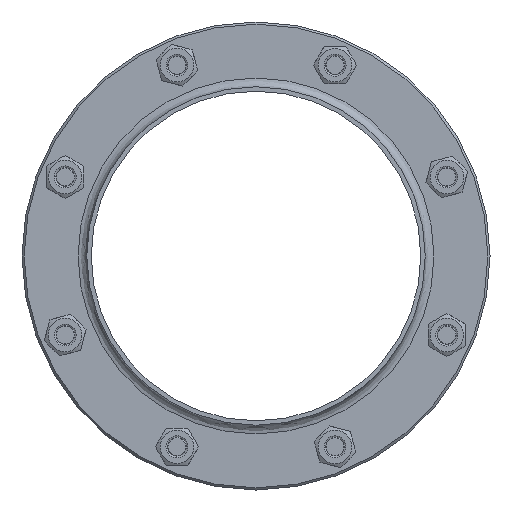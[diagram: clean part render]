
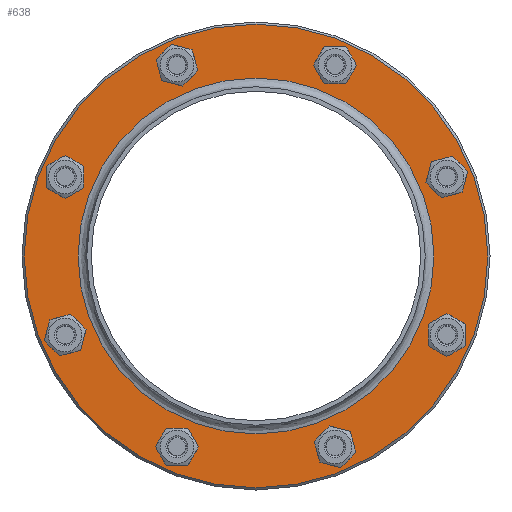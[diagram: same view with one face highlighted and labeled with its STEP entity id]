
A CAD part, left-side view. The second image highlights one B-rep face of the part: STEP entity #638.
In plain terms, the highlighted planar face has unit normal (-1, 0, 0).
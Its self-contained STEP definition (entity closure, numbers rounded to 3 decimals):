
#133=CARTESIAN_POINT('',(44.,-31.022,-81.895));
#134=VERTEX_POINT('',#133);
#135=CARTESIAN_POINT('',(44.,-35.972,-86.845));
#136=DIRECTION('',(1.0,0.0,0.0));
#137=DIRECTION('',(0.0,-0.707,-0.707));
#138=AXIS2_PLACEMENT_3D('',#135,#136,#137);
#139=CIRCLE('',#138,7.);
#140=EDGE_CURVE('',#134,#134,#139,.T.);
#182=CARTESIAN_POINT('',(44.,-79.845,-35.972));
#183=VERTEX_POINT('',#182);
#184=CARTESIAN_POINT('',(44.,-86.845,-35.972));
#185=DIRECTION('',(1.0,0.0,0.0));
#186=DIRECTION('',(0.0,-1.0,0.0));
#187=AXIS2_PLACEMENT_3D('',#184,#185,#186);
#188=CIRCLE('',#187,7.);
#189=EDGE_CURVE('',#183,#183,#188,.T.);
#231=CARTESIAN_POINT('',(44.,-81.895,31.022));
#232=VERTEX_POINT('',#231);
#233=CARTESIAN_POINT('',(44.,-86.845,35.972));
#234=DIRECTION('',(1.0,0.0,0.0));
#235=DIRECTION('',(0.0,-0.707,0.707));
#236=AXIS2_PLACEMENT_3D('',#233,#234,#235);
#237=CIRCLE('',#236,7.);
#238=EDGE_CURVE('',#232,#232,#237,.T.);
#280=CARTESIAN_POINT('',(44.,-35.972,79.845));
#281=VERTEX_POINT('',#280);
#282=CARTESIAN_POINT('',(44.,-35.972,86.845));
#283=DIRECTION('',(1.0,0.0,0.0));
#284=DIRECTION('',(0.0,0.0,1.0));
#285=AXIS2_PLACEMENT_3D('',#282,#283,#284);
#286=CIRCLE('',#285,7.);
#287=EDGE_CURVE('',#281,#281,#286,.T.);
#329=CARTESIAN_POINT('',(44.,31.022,81.895));
#330=VERTEX_POINT('',#329);
#331=CARTESIAN_POINT('',(44.,35.972,86.845));
#332=DIRECTION('',(1.0,0.0,0.0));
#333=DIRECTION('',(0.0,0.707,0.707));
#334=AXIS2_PLACEMENT_3D('',#331,#332,#333);
#335=CIRCLE('',#334,7.);
#336=EDGE_CURVE('',#330,#330,#335,.T.);
#378=CARTESIAN_POINT('',(44.,79.845,35.972));
#379=VERTEX_POINT('',#378);
#380=CARTESIAN_POINT('',(44.,86.845,35.972));
#381=DIRECTION('',(1.0,0.0,0.0));
#382=DIRECTION('',(0.0,1.0,0.0));
#383=AXIS2_PLACEMENT_3D('',#380,#381,#382);
#384=CIRCLE('',#383,7.);
#385=EDGE_CURVE('',#379,#379,#384,.T.);
#427=CARTESIAN_POINT('',(44.,81.895,-31.022));
#428=VERTEX_POINT('',#427);
#429=CARTESIAN_POINT('',(44.,86.845,-35.972));
#430=DIRECTION('',(1.0,0.0,0.0));
#431=DIRECTION('',(0.0,0.707,-0.707));
#432=AXIS2_PLACEMENT_3D('',#429,#430,#431);
#433=CIRCLE('',#432,7.);
#434=EDGE_CURVE('',#428,#428,#433,.T.);
#476=CARTESIAN_POINT('',(44.,35.972,-79.845));
#477=VERTEX_POINT('',#476);
#478=CARTESIAN_POINT('',(44.,35.972,-86.845));
#479=DIRECTION('',(1.0,0.0,0.0));
#480=DIRECTION('',(0.0,0.0,-1.0));
#481=AXIS2_PLACEMENT_3D('',#478,#479,#480);
#482=CIRCLE('',#481,7.);
#483=EDGE_CURVE('',#477,#477,#482,.T.);
#572=CARTESIAN_POINT('',(44.,105.5,0.));
#573=VERTEX_POINT('',#572);
#574=CARTESIAN_POINT('',(44.,0.0,0.0));
#575=DIRECTION('',(1.0,0.0,0.0));
#576=DIRECTION('',(0.0,-1.0,0.0));
#577=AXIS2_PLACEMENT_3D('',#574,#575,#576);
#578=CIRCLE('',#577,105.5);
#579=EDGE_CURVE('',#573,#573,#578,.T.);
#595=CARTESIAN_POINT('',(44.,93.75,0.0));
#596=DIRECTION('',(-1.0,0.0,0.0));
#597=DIRECTION('',(0.0,0.0,1.0));
#598=AXIS2_PLACEMENT_3D('',#595,#596,#597);
#599=PLANE('',#598);
#600=ORIENTED_EDGE('',*,*,#579,.F.);
#601=EDGE_LOOP('',(#600));
#602=FACE_OUTER_BOUND('',#601,.T.);
#603=ORIENTED_EDGE('',*,*,#140,.T.);
#604=EDGE_LOOP('',(#603));
#605=FACE_BOUND('',#604,.T.);
#606=ORIENTED_EDGE('',*,*,#189,.T.);
#607=EDGE_LOOP('',(#606));
#608=FACE_BOUND('',#607,.T.);
#609=ORIENTED_EDGE('',*,*,#238,.T.);
#610=EDGE_LOOP('',(#609));
#611=FACE_BOUND('',#610,.T.);
#612=ORIENTED_EDGE('',*,*,#287,.T.);
#613=EDGE_LOOP('',(#612));
#614=FACE_BOUND('',#613,.T.);
#615=ORIENTED_EDGE('',*,*,#336,.T.);
#616=EDGE_LOOP('',(#615));
#617=FACE_BOUND('',#616,.T.);
#618=ORIENTED_EDGE('',*,*,#385,.T.);
#619=EDGE_LOOP('',(#618));
#620=FACE_BOUND('',#619,.T.);
#621=ORIENTED_EDGE('',*,*,#434,.T.);
#622=EDGE_LOOP('',(#621));
#623=FACE_BOUND('',#622,.T.);
#624=ORIENTED_EDGE('',*,*,#483,.T.);
#625=EDGE_LOOP('',(#624));
#626=FACE_BOUND('',#625,.T.);
#627=CARTESIAN_POINT('',(44.,81.,0.0));
#628=VERTEX_POINT('',#627);
#629=CARTESIAN_POINT('',(44.,0.0,0.0));
#630=DIRECTION('',(1.0,0.0,0.0));
#631=DIRECTION('',(0.0,1.0,0.0));
#632=AXIS2_PLACEMENT_3D('',#629,#630,#631);
#633=CIRCLE('',#632,81.);
#634=EDGE_CURVE('',#628,#628,#633,.T.);
#635=ORIENTED_EDGE('',*,*,#634,.T.);
#636=EDGE_LOOP('',(#635));
#637=FACE_BOUND('',#636,.T.);
#638=ADVANCED_FACE('',(#602,#605,#608,#611,#614,#617,#620,#623,#626,#637),#599,.T.);
